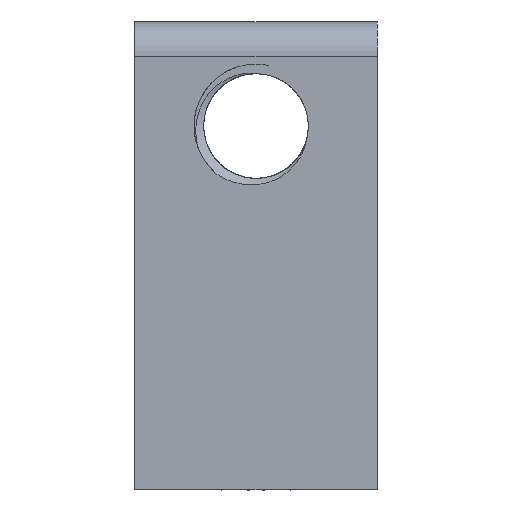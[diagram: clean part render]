
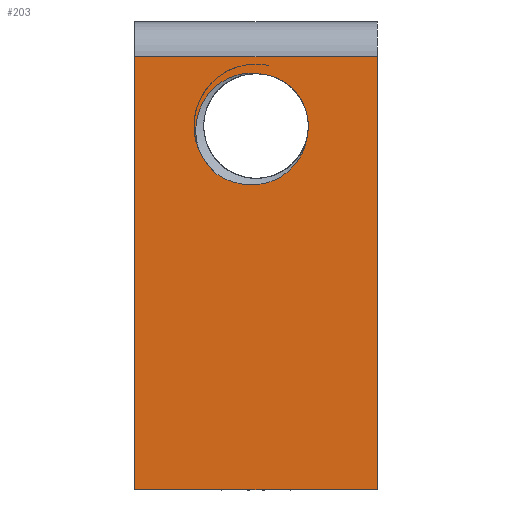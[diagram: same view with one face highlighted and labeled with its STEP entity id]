
A CAD part, left-side view. The second image highlights one B-rep face of the part: STEP entity #203.
In plain terms, the highlighted planar face has unit normal (-1, 0, 0).
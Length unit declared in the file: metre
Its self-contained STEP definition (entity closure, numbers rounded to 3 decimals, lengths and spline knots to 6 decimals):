
#203=ADVANCED_FACE('',(#449,#450),#451,.T.);
#449=FACE_OUTER_BOUND('',#1064,.T.);
#450=FACE_BOUND('',#1065,.T.);
#451=PLANE('',#1066);
#1064=EDGE_LOOP('',(#2194,#2195,#2196,#2197));
#1065=EDGE_LOOP('',(#2198,#2199,#2200,#2201));
#1066=AXIS2_PLACEMENT_3D('',#2202,#2203,#2204);
#2194=ORIENTED_EDGE('',*,*,#2823,.F.);
#2195=ORIENTED_EDGE('',*,*,#2811,.F.);
#2196=ORIENTED_EDGE('',*,*,#2824,.F.);
#2197=ORIENTED_EDGE('',*,*,#2825,.F.);
#2198=ORIENTED_EDGE('',*,*,#2826,.T.);
#2199=ORIENTED_EDGE('',*,*,#2724,.T.);
#2200=ORIENTED_EDGE('',*,*,#2791,.T.);
#2201=ORIENTED_EDGE('',*,*,#2827,.T.);
#2202=CARTESIAN_POINT('',(0.,0.0,0.027));
#2203=DIRECTION('',(-1.0,0.0,0.0));
#2204=DIRECTION('',(0.0,0.0,1.0));
#2724=EDGE_CURVE('',#3138,#3136,#3139,.T.);
#2791=EDGE_CURVE('',#3136,#3237,#3238,.T.);
#2811=EDGE_CURVE('',#3264,#3266,#3267,.T.);
#2823=EDGE_CURVE('',#3266,#3284,#3285,.T.);
#2824=EDGE_CURVE('',#3286,#3264,#3287,.T.);
#2825=EDGE_CURVE('',#3284,#3286,#3288,.T.);
#2826=EDGE_CURVE('',#3289,#3138,#3290,.T.);
#2827=EDGE_CURVE('',#3237,#3289,#3291,.T.);
#3136=VERTEX_POINT('',#4510);
#3138=VERTEX_POINT('',#4529);
#3139=CIRCLE('',#4530,0.003018);
#3237=VERTEX_POINT('',#5146);
#3238=B_SPLINE_CURVE_WITH_KNOTS('',2,(#5147,#5148,#5149,#5150,#5151,#5152,#5153,#5154,#5155,#5156,#5157,#5158,#5159,#5160,#5161,#5162,#5163,#5164,#5165,#5166,#5167,#5168,#5169,#5170,#5171,#5172,#5173),.UNSPECIFIED.,.F.,.F.,(3,2,2,2,2,2,2,2,2,2,2,2,2,3),(0.0,0.125,0.1875,0.25,0.3125,0.375,0.5,0.5625,0.625,0.6875,0.75,0.8125,0.875,1.0),.UNSPECIFIED.);
#3264=VERTEX_POINT('',#5383);
#3266=VERTEX_POINT('',#5386);
#3267=LINE('',#5387,#5388);
#3284=VERTEX_POINT('',#5496);
#3285=LINE('',#5497,#5498);
#3286=VERTEX_POINT('',#5499);
#3287=LINE('',#5500,#5501);
#3288=LINE('',#5502,#5503);
#3289=VERTEX_POINT('',#5504);
#3290=B_SPLINE_CURVE_WITH_KNOTS('',2,(#5505,#5506,#5507,#5508,#5509,#5510,#5511,#5512,#5513,#5514,#5515,#5516,#5517,#5518,#5519,#5520,#5521,#5522,#5523,#5524,#5525,#5526,#5527,#5528,#5529,#5530,#5531,#5532,#5533),.UNSPECIFIED.,.F.,.F.,(3,2,2,2,2,2,2,2,2,2,2,2,2,2,3),(0.0,0.125,0.1875,0.25,0.3125,0.375,0.4375,0.5,0.5625,0.625,0.6875,0.75,0.8125,0.875,1.0),.UNSPECIFIED.);
#3291=CIRCLE('',#5534,0.003574);
#4510=CARTESIAN_POINT('',(0.,0.004065,0.047297));
#4529=CARTESIAN_POINT('',(0.,0.006762,0.051011));
#4530=AXIS2_PLACEMENT_3D('',#6417,#6418,#6419);
#5146=CARTESIAN_POINT('',(0.,0.009251,0.04522));
#5147=CARTESIAN_POINT('',(0.,0.004065,0.047297));
#5148=CARTESIAN_POINT('',(0.,0.004124,0.046891));
#5149=CARTESIAN_POINT('',(0.,0.0043,0.046503));
#5150=CARTESIAN_POINT('',(0.,0.004385,0.046314));
#5151=CARTESIAN_POINT('',(0.,0.004496,0.046135));
#5152=CARTESIAN_POINT('',(0.,0.004605,0.045958));
#5153=CARTESIAN_POINT('',(0.,0.004737,0.045795));
#5154=CARTESIAN_POINT('',(0.,0.004868,0.045634));
#5155=CARTESIAN_POINT('',(0.,0.005019,0.045489));
#5156=CARTESIAN_POINT('',(0.,0.00517,0.045345));
#5157=CARTESIAN_POINT('',(0.,0.005337,0.045222));
#5158=CARTESIAN_POINT('',(0.,0.005675,0.044973));
#5159=CARTESIAN_POINT('',(0.,0.006062,0.044825));
#5160=CARTESIAN_POINT('',(0.,0.006253,0.044752));
#5161=CARTESIAN_POINT('',(0.,0.006458,0.044702));
#5162=CARTESIAN_POINT('',(0.,0.006659,0.044654));
#5163=CARTESIAN_POINT('',(0.,0.006869,0.04463));
#5164=CARTESIAN_POINT('',(0.,0.007074,0.044607));
#5165=CARTESIAN_POINT('',(0.,0.007285,0.044608));
#5166=CARTESIAN_POINT('',(0.,0.007494,0.04461));
#5167=CARTESIAN_POINT('',(0.,0.007703,0.044635));
#5168=CARTESIAN_POINT('',(0.,0.007911,0.044661));
#5169=CARTESIAN_POINT('',(0.,0.008115,0.044711));
#5170=CARTESIAN_POINT('',(0.,0.008319,0.04476));
#5171=CARTESIAN_POINT('',(0.,0.008515,0.044833));
#5172=CARTESIAN_POINT('',(0.,0.008911,0.044981));
#5173=CARTESIAN_POINT('',(0.,0.009252,0.045218));
#5383=CARTESIAN_POINT('',(0.,0.014,0.027));
#5386=CARTESIAN_POINT('',(0.,0.014,0.052));
#5387=CARTESIAN_POINT('',(0.,0.014,0.054));
#5388=VECTOR('',#6483,1.0);
#5496=CARTESIAN_POINT('',(0.,0.0,0.052));
#5497=CARTESIAN_POINT('',(0.0,0.0,0.052));
#5498=VECTOR('',#6500,1.0);
#5499=CARTESIAN_POINT('',(0.,0.0,0.027));
#5500=CARTESIAN_POINT('',(0.,0.0,0.027));
#5501=VECTOR('',#6501,1.0);
#5502=CARTESIAN_POINT('',(0.,0.0,0.054));
#5503=VECTOR('',#6502,1.0);
#5504=CARTESIAN_POINT('',(0.,0.010336,0.046719));
#5505=CARTESIAN_POINT('',(0.,0.010336,0.046719));
#5506=CARTESIAN_POINT('',(0.,0.010454,0.047117));
#5507=CARTESIAN_POINT('',(0.,0.010474,0.04754));
#5508=CARTESIAN_POINT('',(0.,0.010484,0.047748));
#5509=CARTESIAN_POINT('',(0.,0.010469,0.047958));
#5510=CARTESIAN_POINT('',(0.,0.010454,0.048166));
#5511=CARTESIAN_POINT('',(0.,0.010415,0.048372));
#5512=CARTESIAN_POINT('',(0.,0.010377,0.048578));
#5513=CARTESIAN_POINT('',(0.,0.010314,0.048776));
#5514=CARTESIAN_POINT('',(0.,0.010252,0.048976));
#5515=CARTESIAN_POINT('',(0.,0.010166,0.049165));
#5516=CARTESIAN_POINT('',(0.,0.01008,0.049356));
#5517=CARTESIAN_POINT('',(0.,0.009972,0.049532));
#5518=CARTESIAN_POINT('',(0.,0.009863,0.04971));
#5519=CARTESIAN_POINT('',(0.,0.009733,0.04987));
#5520=CARTESIAN_POINT('',(0.,0.009604,0.050029));
#5521=CARTESIAN_POINT('',(0.,0.009451,0.050173));
#5522=CARTESIAN_POINT('',(0.,0.0093,0.050314));
#5523=CARTESIAN_POINT('',(0.,0.009129,0.050437));
#5524=CARTESIAN_POINT('',(0.,0.008961,0.050558));
#5525=CARTESIAN_POINT('',(0.,0.008777,0.050658));
#5526=CARTESIAN_POINT('',(0.,0.008593,0.050758));
#5527=CARTESIAN_POINT('',(0.,0.008398,0.050834));
#5528=CARTESIAN_POINT('',(0.,0.008203,0.050911));
#5529=CARTESIAN_POINT('',(0.,0.008,0.050962));
#5530=CARTESIAN_POINT('',(0.,0.007796,0.051013));
#5531=CARTESIAN_POINT('',(0.,0.00759,0.051036));
#5532=CARTESIAN_POINT('',(0.,0.007167,0.051084));
#5533=CARTESIAN_POINT('',(0.,0.006762,0.051013));
#5534=AXIS2_PLACEMENT_3D('',#6503,#6504,#6505);
#6417=CARTESIAN_POINT('',(0.,0.007,0.048));
#6418=DIRECTION('',(1.0,0.0,0.0));
#6419=DIRECTION('',(0.0,0.0,-1.0));
#6483=DIRECTION('',(0.0,0.0,1.0));
#6500=DIRECTION('',(0.0,-1.0,0.0));
#6501=DIRECTION('',(0.0,1.0,0.0));
#6502=DIRECTION('',(0.0,0.0,-1.0));
#6503=CARTESIAN_POINT('',(0.,0.007,0.048));
#6504=DIRECTION('',(1.0,0.0,0.0));
#6505=DIRECTION('',(0.0,0.,-1.0));
